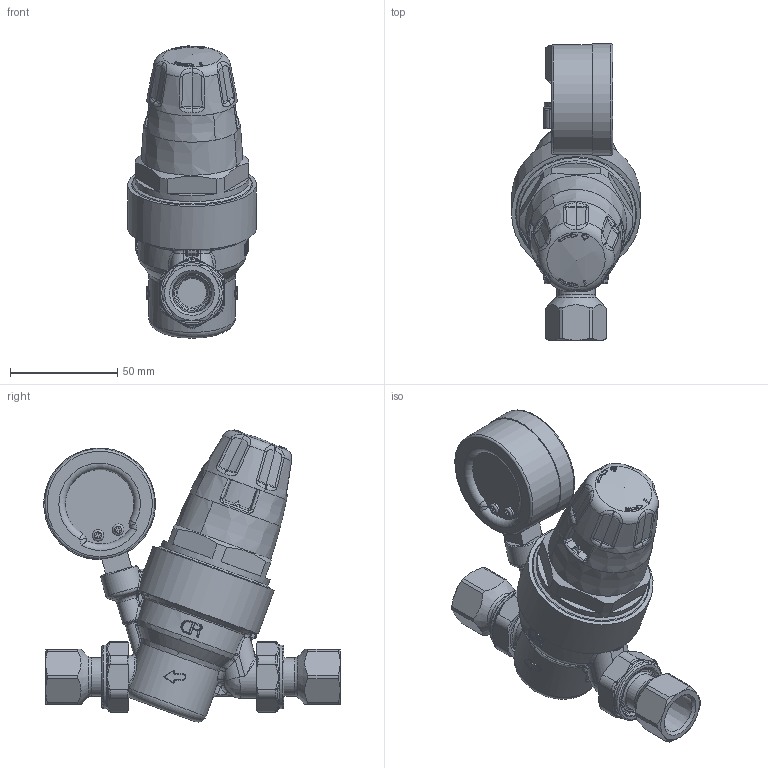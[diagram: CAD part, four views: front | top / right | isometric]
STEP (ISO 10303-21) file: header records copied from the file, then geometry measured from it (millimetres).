
FILE_DESCRIPTION(/* description */ (''),/* implementation_level */ '2;1');
FILE_NAME(/* name */ '535341HA_Simplify_1.stp',/* time_stamp */ '2025-08-26T16:42:55-05:00',/* author */ ('ischreiner'),/* organization */ (''),/* preprocessor_version */ 'ST-DEVELOPER v20',/* originating_system */ 'Autodesk Inventor 2025',/* authorisation */ '');
FILE_SCHEMA (('AUTOMOTIVE_DESIGN { 1 0 10303 214 3 1 1 }'));
Length unit declared in the file: inch
Products named in the file (1): 535341HA_Simplify_1
Bounding box: 59.99 x 137.83 x 135.88 mm (x, y, z)
Volume: 316322.9 mm3; surface area: 53689.6 mm2
Topology: 6 solids, 6 shells, 1089 faces, 2707 edges, 1632 vertices
Faces by surface type: bspline 401, plane 233, cylinder 221, torus 108, cone 89, sphere 37
Full cylindrical faces by diameter (mm): 1.089 x2, 2.723 x1, 3.81 x1, 5.3 x2, 7.95 x1, 10.16 x1, 13.5 x2, 17.9 x2, 18 x1, 20 x1, 21.7 x2, 23.5 x2, 24.5 x2, 26.3 x2, 26.5 x2, 44 x1, 51 x1, 52 x1, 53 x1, 60 x1
Entity records: 60052 total; most frequent: CARTESIAN_POINT 35078, ORIENTED_EDGE 5352, DIRECTION 4514, EDGE_CURVE 2676, AXIS2_PLACEMENT_3D 1957, VERTEX_POINT 1632, EDGE_LOOP 1130, STYLED_ITEM 1095
